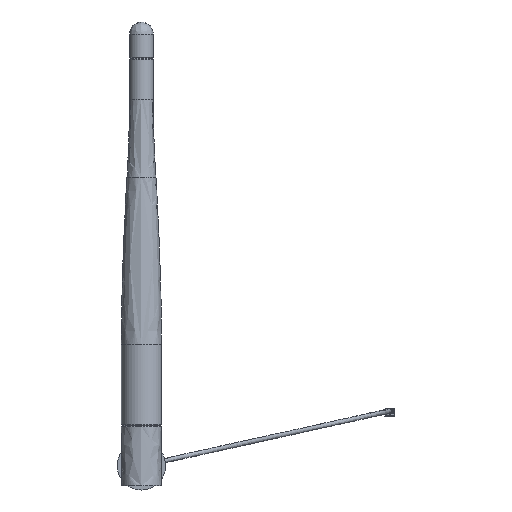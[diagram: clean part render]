
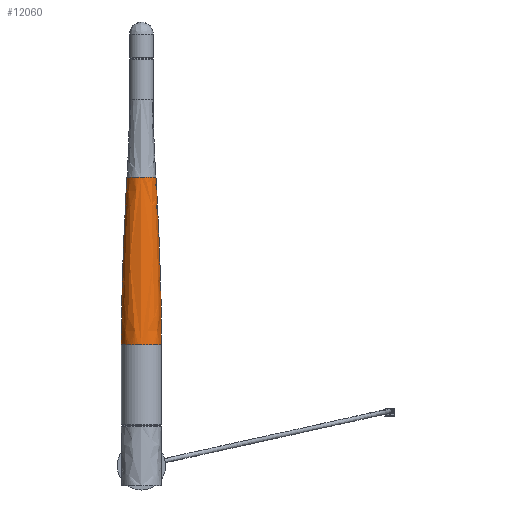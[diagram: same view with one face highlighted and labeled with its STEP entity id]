
A CAD part, left-side view. The second image highlights one B-rep face of the part: STEP entity #12060.
In plain terms, the highlighted free-form (B-spline) face has degree [2, 2] with [7, 3] control points.
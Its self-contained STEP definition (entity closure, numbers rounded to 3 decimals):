
#12020 = VERTEX_POINT('',#12021);
#12021 = CARTESIAN_POINT('',(-197.858,40.188,
    81.601));
#12027 = EDGE_CURVE('',#12020,#12020,#12028,.T.);
#12028 = ( BOUNDED_CURVE() B_SPLINE_CURVE(2,(#12029,#12030,#12031,#12032
    ,#12033,#12034,#12035),.UNSPECIFIED.,.T.,.F.) 
B_SPLINE_CURVE_WITH_KNOTS((1,2,2,2,2,1),(-2.094,0.,
    2.094,4.189,6.283,8.378),
.UNSPECIFIED.) CURVE() GEOMETRIC_REPRESENTATION_ITEM() 
RATIONAL_B_SPLINE_CURVE((1.,0.5,1.,0.5,1.,0.5,1.)) REPRESENTATION_ITEM(
  '') );
#12029 = CARTESIAN_POINT('',(-197.858,40.188,
    81.601));
#12030 = CARTESIAN_POINT('',(-197.858,47.029,
    81.601));
#12031 = CARTESIAN_POINT('',(-191.934,43.609,
    81.601));
#12032 = CARTESIAN_POINT('',(-186.011,40.188,
    81.601));
#12033 = CARTESIAN_POINT('',(-191.934,36.768,
    81.601));
#12034 = CARTESIAN_POINT('',(-197.858,33.348,
    81.601));
#12035 = CARTESIAN_POINT('',(-197.858,40.188,
    81.601));
#12060 = ADVANCED_FACE('',(#12061),#12083,.F.);
#12061 = FACE_BOUND('',#12062,.F.);
#12062 = EDGE_LOOP('',(#12063,#12075,#12081,#12082));
#12063 = ORIENTED_EDGE('',*,*,#12064,.T.);
#12064 = EDGE_CURVE('',#12065,#12065,#12067,.T.);
#12065 = VERTEX_POINT('',#12066);
#12066 = CARTESIAN_POINT('',(-199.34,40.188,
    36.115));
#12067 = ( BOUNDED_CURVE() B_SPLINE_CURVE(2,(#12068,#12069,#12070,#12071
    ,#12072,#12073,#12074),.UNSPECIFIED.,.T.,.F.) 
B_SPLINE_CURVE_WITH_KNOTS((1,2,2,2,2,1),(-2.094,0.,
    2.094,4.189,6.283,8.378),
.UNSPECIFIED.) CURVE() GEOMETRIC_REPRESENTATION_ITEM() 
RATIONAL_B_SPLINE_CURVE((1.,0.5,1.,0.5,1.,0.5,1.)) REPRESENTATION_ITEM(
  '') );
#12068 = CARTESIAN_POINT('',(-199.34,40.188,
    36.115));
#12069 = CARTESIAN_POINT('',(-199.34,49.595,
    36.115));
#12070 = CARTESIAN_POINT('',(-191.194,44.892,
    36.115));
#12071 = CARTESIAN_POINT('',(-183.047,40.188,
    36.115));
#12072 = CARTESIAN_POINT('',(-191.194,35.485,
    36.115));
#12073 = CARTESIAN_POINT('',(-199.34,30.782,
    36.115));
#12074 = CARTESIAN_POINT('',(-199.34,40.188,
    36.115));
#12075 = ORIENTED_EDGE('',*,*,#12076,.T.);
#12076 = EDGE_CURVE('',#12065,#12020,#12077,.T.);
#12077 = ( BOUNDED_CURVE() B_SPLINE_CURVE(2,(#12078,#12079,#12080),
.UNSPECIFIED.,.F.,.F.) B_SPLINE_CURVE_WITH_KNOTS((3,3),(0.,
0.065),.PIECEWISE_BEZIER_KNOTS.) CURVE() 
GEOMETRIC_REPRESENTATION_ITEM() RATIONAL_B_SPLINE_CURVE((1.,
0.999,1.)) REPRESENTATION_ITEM('') );
#12078 = CARTESIAN_POINT('',(-199.34,40.188,
    36.115));
#12079 = CARTESIAN_POINT('',(-199.34,40.188,
    58.882));
#12080 = CARTESIAN_POINT('',(-197.858,40.188,
    81.601));
#12081 = ORIENTED_EDGE('',*,*,#12027,.F.);
#12082 = ORIENTED_EDGE('',*,*,#12076,.F.);
#12083 = ( BOUNDED_SURFACE() B_SPLINE_SURFACE(2,2,(
    (#12084,#12085,#12086)
    ,(#12087,#12088,#12089)
    ,(#12090,#12091,#12092)
    ,(#12093,#12094,#12095)
    ,(#12096,#12097,#12098)
    ,(#12099,#12100,#12101)
    ,(#12102,#12103,#12104
)),.UNSPECIFIED.,.T.,.F.,.F.) B_SPLINE_SURFACE_WITH_KNOTS((3,2,2,3),(3,3
    ),(0.,2.094,4.189,6.283),(0.,
    0.065),.PIECEWISE_BEZIER_KNOTS.) 
GEOMETRIC_REPRESENTATION_ITEM() RATIONAL_B_SPLINE_SURFACE((
    (1.,0.999,1.)
    ,(0.5,0.5,0.5)
    ,(1.,0.999,1.)
    ,(0.5,0.5,0.5)
    ,(1.,0.999,1.)
    ,(0.5,0.5,0.5)
,(1.,0.999,1.))) REPRESENTATION_ITEM('') SURFACE() );
#12084 = CARTESIAN_POINT('',(-199.34,40.188,
    36.115));
#12085 = CARTESIAN_POINT('',(-199.34,40.188,
    58.882));
#12086 = CARTESIAN_POINT('',(-197.858,40.188,
    81.601));
#12087 = CARTESIAN_POINT('',(-199.34,49.595,
    36.115));
#12088 = CARTESIAN_POINT('',(-199.34,49.595,
    58.882));
#12089 = CARTESIAN_POINT('',(-197.858,47.029,
    81.601));
#12090 = CARTESIAN_POINT('',(-191.194,44.892,
    36.115));
#12091 = CARTESIAN_POINT('',(-191.194,44.892,
    58.882));
#12092 = CARTESIAN_POINT('',(-191.934,43.609,
    81.601));
#12093 = CARTESIAN_POINT('',(-183.047,40.188,
    36.115));
#12094 = CARTESIAN_POINT('',(-183.047,40.188,
    58.882));
#12095 = CARTESIAN_POINT('',(-186.011,40.188,
    81.601));
#12096 = CARTESIAN_POINT('',(-191.194,35.485,
    36.115));
#12097 = CARTESIAN_POINT('',(-191.194,35.485,
    58.882));
#12098 = CARTESIAN_POINT('',(-191.934,36.768,
    81.601));
#12099 = CARTESIAN_POINT('',(-199.34,30.782,
    36.115));
#12100 = CARTESIAN_POINT('',(-199.34,30.782,
    58.882));
#12101 = CARTESIAN_POINT('',(-197.858,33.348,
    81.601));
#12102 = CARTESIAN_POINT('',(-199.34,40.188,
    36.115));
#12103 = CARTESIAN_POINT('',(-199.34,40.188,
    58.882));
#12104 = CARTESIAN_POINT('',(-197.858,40.188,
    81.601));
